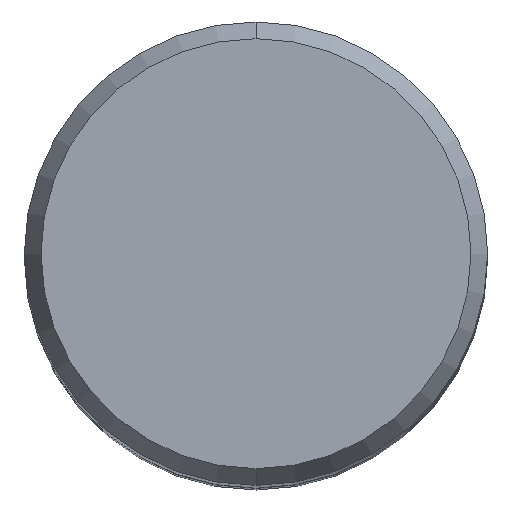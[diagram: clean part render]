
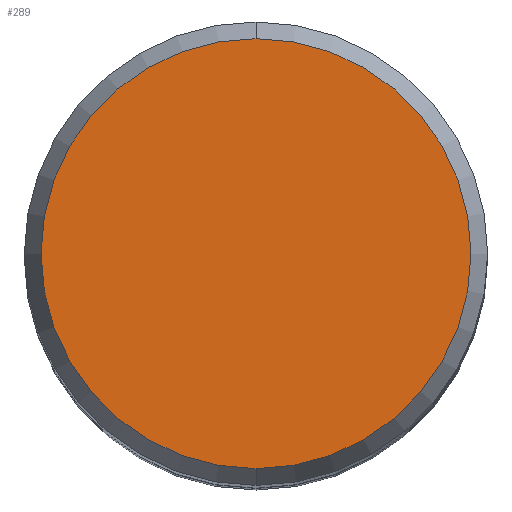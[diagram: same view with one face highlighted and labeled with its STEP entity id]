
A CAD part, top view. The second image highlights one B-rep face of the part: STEP entity #289.
In plain terms, the highlighted planar face has unit normal (0, 0, 1).
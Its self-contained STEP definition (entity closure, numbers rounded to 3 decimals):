
#221=VERTEX_POINT('',#522);
#289=ADVANCED_FACE('',(#603),#604,.T.);
#299=EDGE_CURVE('',#221,#315,#615,.T.);
#315=VERTEX_POINT('',#633);
#443=EDGE_CURVE('',#315,#221,#772,.T.);
#522=CARTESIAN_POINT('',(0.0,7.423,0.0));
#603=FACE_OUTER_BOUND('',#1050,.T.);
#604=PLANE('',#1051);
#615=CIRCLE('',#1066,7.423);
#633=CARTESIAN_POINT('',(0.,-7.423,0.0));
#772=CIRCLE('',#1440,7.423);
#1050=EDGE_LOOP('',(#1636,#1637));
#1051=AXIS2_PLACEMENT_3D('',#1638,#1639,#1640);
#1066=AXIS2_PLACEMENT_3D('',#1660,#1661,#1662);
#1440=AXIS2_PLACEMENT_3D('',#1811,#1812,#1813);
#1636=ORIENTED_EDGE('',*,*,#299,.F.);
#1637=ORIENTED_EDGE('',*,*,#443,.F.);
#1638=CARTESIAN_POINT('',(0.0,3.711,0.0));
#1639=DIRECTION('',(-0.0,0.0,1.0));
#1640=DIRECTION('',(0.0,-1.0,0.0));
#1660=CARTESIAN_POINT('',(0.0,0.0,0.0));
#1661=DIRECTION('',(0.0,0.0,-1.0));
#1662=DIRECTION('',(0.0,1.0,0.0));
#1811=CARTESIAN_POINT('',(0.0,0.0,0.0));
#1812=DIRECTION('',(0.0,0.0,-1.0));
#1813=DIRECTION('',(0.0,1.0,0.0));
